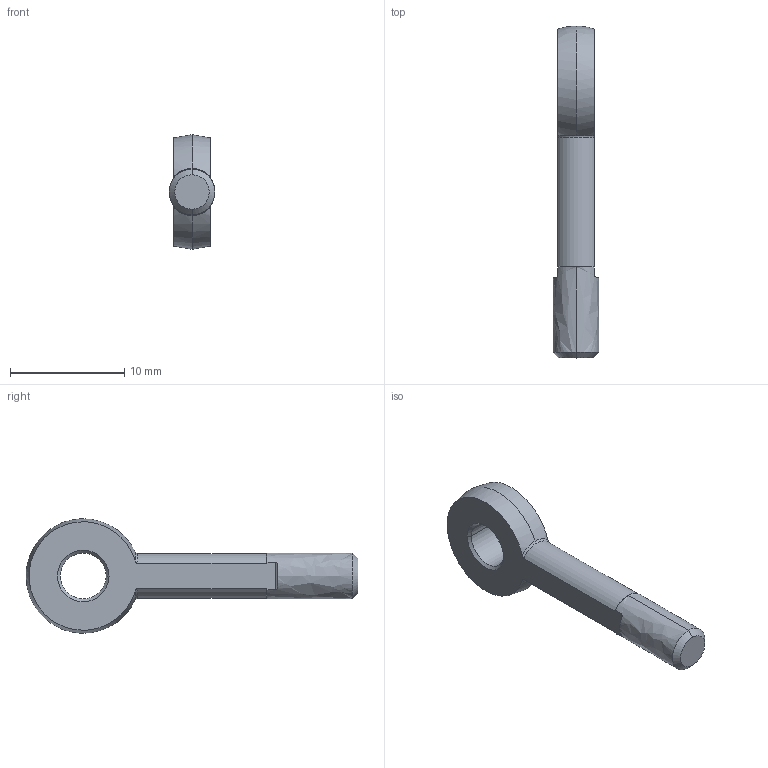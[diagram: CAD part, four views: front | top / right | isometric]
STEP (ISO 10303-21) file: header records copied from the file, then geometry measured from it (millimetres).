
FILE_DESCRIPTION(('FreeCAD Model'),'2;1');
FILE_NAME('Open CASCADE Shape Model','2024-12-14T10:31:53',(''),(''), 'Open CASCADE STEP processor 7.6','FreeCAD','Unknown');
FILE_SCHEMA(('AUTOMOTIVE_DESIGN { 1 0 10303 214 1 1 1 1 }'));
Length unit declared in the file: millimetre
Products named in the file (1): SM_BOT_STOP_SCREW001
Bounding box: 4 x 29 x 9.99 mm (x, y, z)
Volume: 421.3 mm3; surface area: 487.3 mm2
Topology: 1 solids, 1 shells, 25 faces, 66 edges, 41 vertices
Faces by surface type: bspline 25
Entity records: 1176 total; most frequent: CARTESIAN_POINT 612, ORIENTED_EDGE 128, DIRECTION 84, EDGE_CURVE 64, VERTEX_POINT 41, AXIS2_PLACEMENT_3D 31, CIRCLE 30, FACE_BOUND 27
